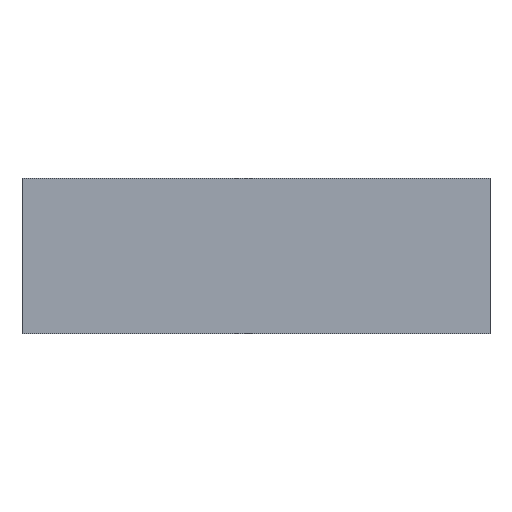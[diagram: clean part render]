
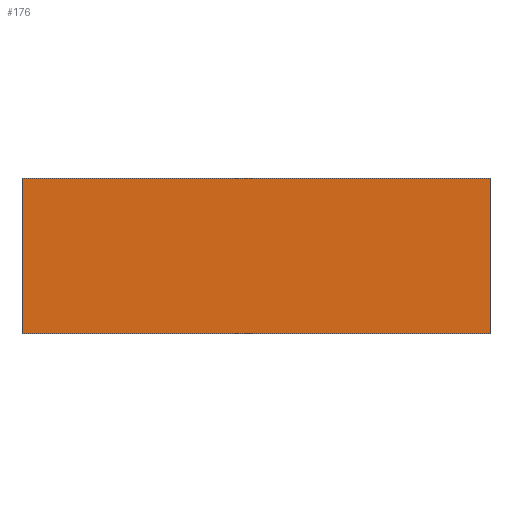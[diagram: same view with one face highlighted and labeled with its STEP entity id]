
A CAD part, front view. The second image highlights one B-rep face of the part: STEP entity #176.
In plain terms, the highlighted planar face has unit normal (0, -1, 0).
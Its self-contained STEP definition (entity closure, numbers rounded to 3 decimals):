
#22=PLANE('',#206);
#32=FACE_OUTER_BOUND('',#44,.T.);
#44=EDGE_LOOP('',(#147,#148,#149,#150));
#55=LINE('',#276,#71);
#59=LINE('',#294,#75);
#60=LINE('',#295,#76);
#61=LINE('',#296,#77);
#71=VECTOR('',#225,10.);
#75=VECTOR('',#245,10.);
#76=VECTOR('',#246,10.);
#77=VECTOR('',#247,10.);
#91=VERTEX_POINT('',#269);
#94=VERTEX_POINT('',#274);
#99=VERTEX_POINT('',#292);
#100=VERTEX_POINT('',#293);
#109=EDGE_CURVE('',#94,#91,#55,.T.);
#117=EDGE_CURVE('',#99,#100,#59,.T.);
#118=EDGE_CURVE('',#99,#91,#60,.T.);
#119=EDGE_CURVE('',#100,#94,#61,.T.);
#147=ORIENTED_EDGE('',*,*,#117,.F.);
#148=ORIENTED_EDGE('',*,*,#118,.T.);
#149=ORIENTED_EDGE('',*,*,#109,.F.);
#150=ORIENTED_EDGE('',*,*,#119,.F.);
#176=ADVANCED_FACE('',(#32),#22,.T.);
#206=AXIS2_PLACEMENT_3D('',#291,#243,#244);
#225=DIRECTION('',(-1.,0.,0.));
#243=DIRECTION('center_axis',(0.,-1.,0.));
#244=DIRECTION('ref_axis',(-1.,0.,0.));
#245=DIRECTION('',(1.,0.,0.));
#246=DIRECTION('',(0.,0.,-1.));
#247=DIRECTION('',(0.,0.,-1.));
#269=CARTESIAN_POINT('',(-1.4,6.8,87.9));
#274=CARTESIAN_POINT('',(4.6,6.8,87.9));
#276=CARTESIAN_POINT('',(-1.4,6.8,87.9));
#291=CARTESIAN_POINT('Origin',(4.6,6.8,89.9));
#292=CARTESIAN_POINT('',(-1.4,6.8,89.9));
#293=CARTESIAN_POINT('',(4.6,6.8,89.9));
#294=CARTESIAN_POINT('',(-1.4,6.8,89.9));
#295=CARTESIAN_POINT('',(-1.4,6.8,89.9));
#296=CARTESIAN_POINT('',(4.6,6.8,89.9));
